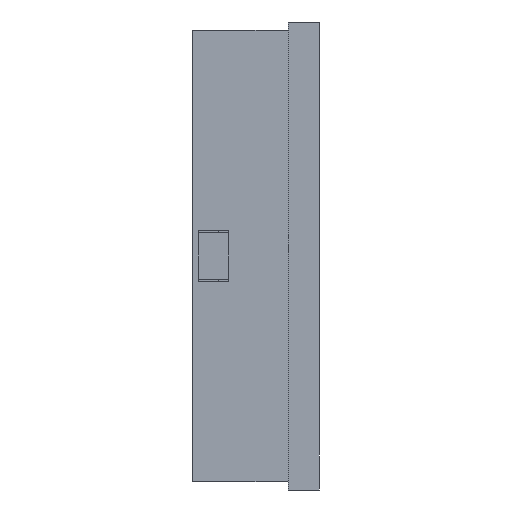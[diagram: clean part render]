
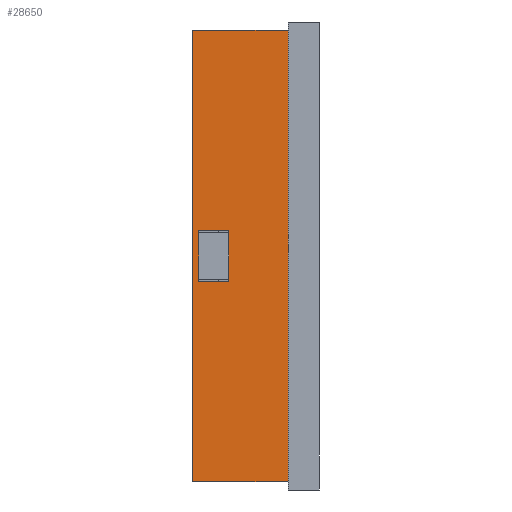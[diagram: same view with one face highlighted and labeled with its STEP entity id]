
A CAD part, left-side view. The second image highlights one B-rep face of the part: STEP entity #28650.
In plain terms, the highlighted planar face has unit normal (-1, 0, 0).
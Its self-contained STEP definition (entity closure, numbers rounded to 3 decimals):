
#648=FACE_BOUND('',#3628,.T.);
#1748=FACE_OUTER_BOUND('',#3627,.T.);
#3627=EDGE_LOOP('',(#24662,#24663,#24664,#24665));
#3628=EDGE_LOOP('',(#24666,#24667,#24668,#24669));
#7091=LINE('',#43434,#10987);
#7131=LINE('',#43561,#11027);
#7132=LINE('',#43562,#11028);
#7133=LINE('',#43563,#11029);
#7134=LINE('',#43566,#11030);
#7135=LINE('',#43568,#11031);
#7136=LINE('',#43570,#11032);
#7137=LINE('',#43571,#11033);
#10987=VECTOR('',#35652,10.);
#11027=VECTOR('',#35740,10.);
#11028=VECTOR('',#35741,10.);
#11029=VECTOR('',#35742,10.);
#11030=VECTOR('',#35743,10.);
#11031=VECTOR('',#35744,10.);
#11032=VECTOR('',#35745,10.);
#11033=VECTOR('',#35746,10.);
#13843=VERTEX_POINT('',#43431);
#13844=VERTEX_POINT('',#43433);
#13906=VERTEX_POINT('',#43559);
#13907=VERTEX_POINT('',#43560);
#13908=VERTEX_POINT('',#43564);
#13909=VERTEX_POINT('',#43565);
#13910=VERTEX_POINT('',#43567);
#13911=VERTEX_POINT('',#43569);
#17519=EDGE_CURVE('',#13843,#13844,#7091,.T.);
#17582=EDGE_CURVE('',#13906,#13907,#7131,.T.);
#17583=EDGE_CURVE('',#13906,#13844,#7132,.T.);
#17584=EDGE_CURVE('',#13907,#13843,#7133,.T.);
#17585=EDGE_CURVE('',#13908,#13909,#7134,.T.);
#17586=EDGE_CURVE('',#13909,#13910,#7135,.T.);
#17587=EDGE_CURVE('',#13910,#13911,#7136,.T.);
#17588=EDGE_CURVE('',#13911,#13908,#7137,.T.);
#24662=ORIENTED_EDGE('',*,*,#17582,.F.);
#24663=ORIENTED_EDGE('',*,*,#17583,.T.);
#24664=ORIENTED_EDGE('',*,*,#17519,.F.);
#24665=ORIENTED_EDGE('',*,*,#17584,.F.);
#24666=ORIENTED_EDGE('',*,*,#17585,.T.);
#24667=ORIENTED_EDGE('',*,*,#17586,.T.);
#24668=ORIENTED_EDGE('',*,*,#17587,.T.);
#24669=ORIENTED_EDGE('',*,*,#17588,.T.);
#27326=PLANE('',#30074);
#28650=ADVANCED_FACE('',(#1748,#648),#27326,.T.);
#30074=AXIS2_PLACEMENT_3D('',#43558,#35738,#35739);
#35652=DIRECTION('',(0.,0.,1.));
#35738=DIRECTION('center_axis',(-1.,0.,0.));
#35739=DIRECTION('ref_axis',(0.,0.,1.));
#35740=DIRECTION('',(0.,0.,-1.));
#35741=DIRECTION('',(0.,1.,0.));
#35742=DIRECTION('',(0.,1.,0.));
#35743=DIRECTION('',(0.,1.,0.));
#35744=DIRECTION('',(0.,0.,1.));
#35745=DIRECTION('',(0.,-1.,0.));
#35746=DIRECTION('',(0.,0.,-1.));
#43431=CARTESIAN_POINT('',(-165.,24.,-45.));
#43433=CARTESIAN_POINT('',(-165.,24.,45.));
#43434=CARTESIAN_POINT('',(-165.,24.,45.));
#43558=CARTESIAN_POINT('Origin',(-165.,0.,-45.));
#43559=CARTESIAN_POINT('',(-165.,0.,45.));
#43560=CARTESIAN_POINT('',(-165.,0.,-45.));
#43561=CARTESIAN_POINT('',(-165.,0.,45.));
#43562=CARTESIAN_POINT('',(-165.,0.,45.));
#43563=CARTESIAN_POINT('',(-165.,0.,-45.));
#43564=CARTESIAN_POINT('',(-165.,16.8,-5.));
#43565=CARTESIAN_POINT('',(-165.,22.8,-5.));
#43566=CARTESIAN_POINT('',(-165.,11.4,-5.));
#43567=CARTESIAN_POINT('',(-165.,22.8,5.));
#43568=CARTESIAN_POINT('',(-165.,22.8,-20.));
#43569=CARTESIAN_POINT('',(-165.,16.8,5.));
#43570=CARTESIAN_POINT('',(-165.,8.4,5.));
#43571=CARTESIAN_POINT('',(-165.,16.8,-25.));
